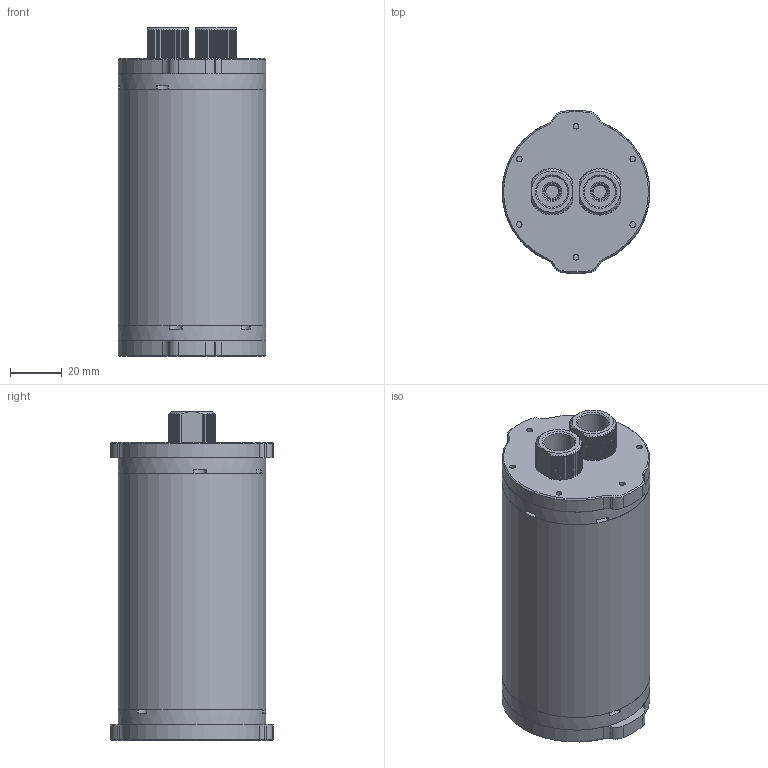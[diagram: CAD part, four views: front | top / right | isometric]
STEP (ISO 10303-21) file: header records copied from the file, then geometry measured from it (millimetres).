
FILE_DESCRIPTION(/* description */ (''),/* implementation_level */ '2;1');
FILE_NAME(/* name */ 'CameraEnclosure1.stp',/* time_stamp */ '2020-06-03T23:53:50-04:00',/* author */ ('anirudh'),/* organization */ (''),/* preprocessor_version */ 'ST-DEVELOPER v16.13',/* originating_system */ 'Autodesk Inventor 2018',/* authorisation */ '');
FILE_SCHEMA (('AUTOMOTIVE_DESIGN { 1 0 10303 214 3 1 1 }'));
Products named in the file (6): CameraEnclosure1; WTE2-M-END-CAP-2-HOLE-R1; WTE2-M-END-CAP-R1; WTE2-P-TUBE-12-R1; WTE2-M-FLANGE-SEAL-R4; PENETRATOR-M-BOLT-6MM-10-25-R2
Assembly tree (7 placements, depth 2):
  CameraEnclosure1
    WTE2-M-END-CAP-2-HOLE-R1
    WTE2-M-END-CAP-R1
    WTE2-M-FLANGE-SEAL-R4  x2
    WTE2-P-TUBE-12-R1
    PENETRATOR-M-BOLT-6MM-10-25-R2  x2
Bounding box: 57.15 x 63.06 x 127.47 mm (x, y, z)
Volume: 122818.2 mm3; surface area: 73170.2 mm2
Topology: 7 solids, 7 shells, 504 faces, 1286 edges, 842 vertices
Faces by surface type: plane 248, cylinder 196, cone 56, bspline 4
Full cylindrical faces by diameter (mm): 1.6 x12, 2.2 x12, 2.5 x8, 5 x2, 6.604 x4, 10 x26, 10.2 x2, 10.82 x2, 12 x2, 15.12 x2, 38.114 x2, 40.996 x2, 45.466 x2, 46.05 x4, 50.114 x6, 50.8 x1, 57.15 x3
Entity records: 11204 total; most frequent: CARTESIAN_POINT 4310, DIRECTION 1404, ORIENTED_EDGE 1286, EDGE_CURVE 643, AXIS2_PLACEMENT_3D 551, VERTEX_POINT 449, EDGE_LOOP 394, LINE 302
